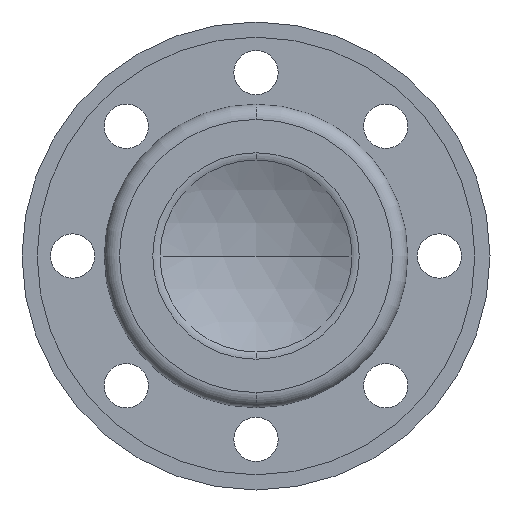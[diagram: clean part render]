
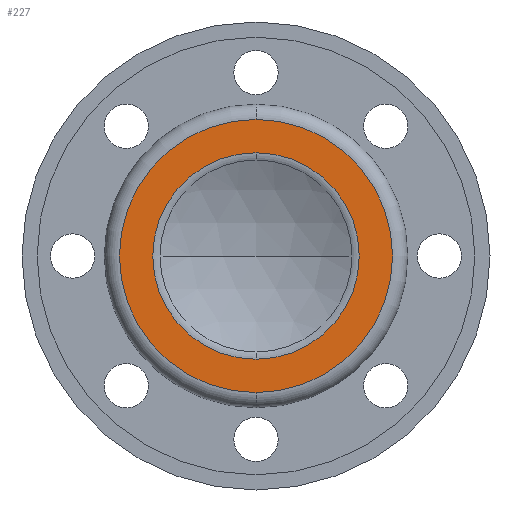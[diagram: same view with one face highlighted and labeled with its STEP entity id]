
A CAD part, front view. The second image highlights one B-rep face of the part: STEP entity #227.
In plain terms, the highlighted planar face has unit normal (0, -1, 0).
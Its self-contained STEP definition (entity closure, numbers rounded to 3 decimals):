
#51 = VERTEX_POINT ( 'NONE', #583 ) ;
#101 = AXIS2_PLACEMENT_3D ( 'NONE', #765, #679, #671 ) ;
#111 = EDGE_CURVE ( 'NONE', #51, #255, #597, .T. ) ;
#113 = CARTESIAN_POINT ( 'NONE',  ( 0., 0., -54. ) ) ;
#122 = DIRECTION ( 'NONE',  ( 0., 0., 1. ) ) ;
#124 = EDGE_LOOP ( 'NONE', ( #893, #331 ) ) ;
#140 = CIRCLE ( 'NONE', #801, 54. ) ;
#218 = PLANE ( 'NONE',  #1029 ) ;
#227 = ADVANCED_FACE ( 'NONE', ( #1100, #796 ), #218, .T. ) ;
#252 = DIRECTION ( 'NONE',  ( 0., 1., 0. ) ) ;
#255 = VERTEX_POINT ( 'NONE', #539 ) ;
#275 = CARTESIAN_POINT ( 'NONE',  ( 0., 0., 0. ) ) ;
#331 = ORIENTED_EDGE ( 'NONE', *, *, #111, .T. ) ;
#348 = CARTESIAN_POINT ( 'NONE',  ( 0., 0., 0. ) ) ;
#366 = CARTESIAN_POINT ( 'NONE',  ( 0., 0., 54. ) ) ;
#381 = DIRECTION ( 'NONE',  ( 0., 1., 0. ) ) ;
#443 = EDGE_CURVE ( 'NONE', #531, #1204, #140, .T. ) ;
#531 = VERTEX_POINT ( 'NONE', #113 ) ;
#539 = CARTESIAN_POINT ( 'NONE',  ( 0., 0., 40.811 ) ) ;
#550 = CIRCLE ( 'NONE', #948, 40.811 ) ;
#583 = CARTESIAN_POINT ( 'NONE',  ( 0., 0., -40.811 ) ) ;
#597 = CIRCLE ( 'NONE', #101, 40.811 ) ;
#608 = DIRECTION ( 'NONE',  ( 0., -1., 0. ) ) ;
#627 = EDGE_LOOP ( 'NONE', ( #971, #1297 ) ) ;
#671 = DIRECTION ( 'NONE',  ( 0., 0., 1. ) ) ;
#679 = DIRECTION ( 'NONE',  ( 0., 1., 0. ) ) ;
#717 = CARTESIAN_POINT ( 'NONE',  ( -40.811, 0., 0. ) ) ;
#740 = AXIS2_PLACEMENT_3D ( 'NONE', #275, #381, #1285 ) ;
#765 = CARTESIAN_POINT ( 'NONE',  ( 0., 0., 0. ) ) ;
#776 = DIRECTION ( 'NONE',  ( 0., 0., 1. ) ) ;
#796 = FACE_OUTER_BOUND ( 'NONE', #627, .T. ) ;
#801 = AXIS2_PLACEMENT_3D ( 'NONE', #1165, #1060, #122 ) ;
#893 = ORIENTED_EDGE ( 'NONE', *, *, #1230, .T. ) ;
#948 = AXIS2_PLACEMENT_3D ( 'NONE', #348, #252, #776 ) ;
#971 = ORIENTED_EDGE ( 'NONE', *, *, #1150, .F. ) ;
#1029 = AXIS2_PLACEMENT_3D ( 'NONE', #717, #608, #1311 ) ;
#1060 = DIRECTION ( 'NONE',  ( 0., 1., 0. ) ) ;
#1081 = CIRCLE ( 'NONE', #740, 54. ) ;
#1100 = FACE_BOUND ( 'NONE', #124, .T. ) ;
#1150 = EDGE_CURVE ( 'NONE', #1204, #531, #1081, .T. ) ;
#1165 = CARTESIAN_POINT ( 'NONE',  ( 0., 0., 0. ) ) ;
#1204 = VERTEX_POINT ( 'NONE', #366 ) ;
#1230 = EDGE_CURVE ( 'NONE', #255, #51, #550, .T. ) ;
#1285 = DIRECTION ( 'NONE',  ( 0., 0., 1. ) ) ;
#1297 = ORIENTED_EDGE ( 'NONE', *, *, #443, .F. ) ;
#1311 = DIRECTION ( 'NONE',  ( 0., 0., -1. ) ) ;
